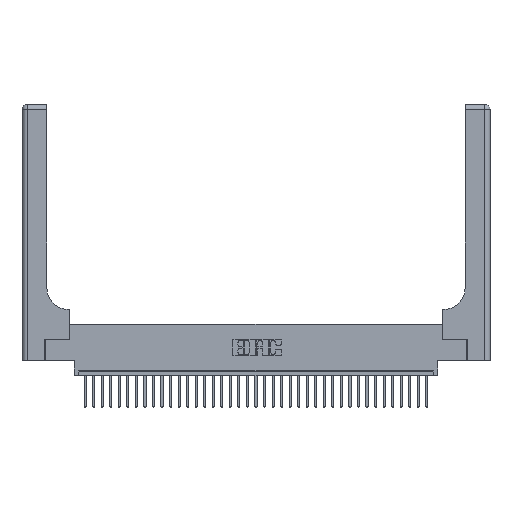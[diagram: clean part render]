
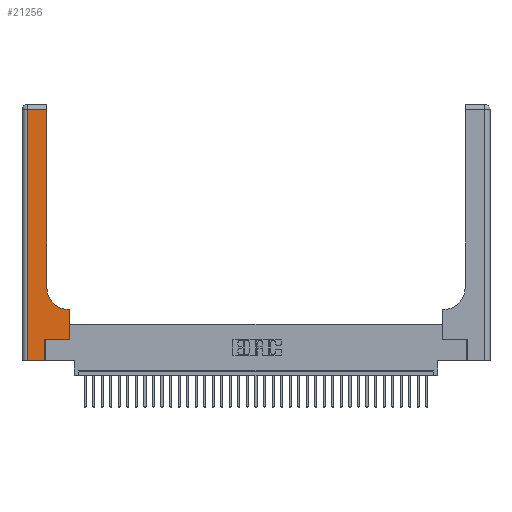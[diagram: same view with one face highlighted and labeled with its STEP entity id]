
A CAD part, top view. The second image highlights one B-rep face of the part: STEP entity #21256.
In plain terms, the highlighted planar face has unit normal (0, 0, 1).
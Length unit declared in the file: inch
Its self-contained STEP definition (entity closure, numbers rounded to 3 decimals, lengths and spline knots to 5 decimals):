
#1586 = ORIENTED_EDGE ( 'NONE', *, *, #18677, .T. ) ;
#1972 = PLANE ( 'NONE',  #33004 ) ;
#2117 = DIRECTION ( 'NONE',  ( 0., 1., 0. ) ) ;
#2374 = CARTESIAN_POINT ( 'NONE',  ( 0.269, 0., 0.37 ) ) ;
#2585 = ORIENTED_EDGE ( 'NONE', *, *, #14272, .T. ) ;
#2690 = CARTESIAN_POINT ( 'NONE',  ( 0.269, 0.25, 0.37 ) ) ;
#2994 = FACE_OUTER_BOUND ( 'NONE', #19452, .T. ) ;
#3321 = DIRECTION ( 'NONE',  ( 0., -1., 0. ) ) ;
#3400 = DIRECTION ( 'NONE',  ( 1., 0., 0. ) ) ;
#3655 = CARTESIAN_POINT ( 'NONE',  ( 0.5585, 0.6, 0.37 ) ) ;
#3696 = CARTESIAN_POINT ( 'NONE',  ( 0.2915, 0.85, 0.37 ) ) ;
#5052 = ORIENTED_EDGE ( 'NONE', *, *, #18330, .T. ) ;
#5132 = CARTESIAN_POINT ( 'NONE',  ( 0.5585, 0.25, 0.37 ) ) ;
#5201 = DIRECTION ( 'NONE',  ( 0., 1., 0. ) ) ;
#5668 = ORIENTED_EDGE ( 'NONE', *, *, #11066, .T. ) ;
#6761 = CARTESIAN_POINT ( 'NONE',  ( 0.06, 2.94, 0.37 ) ) ;
#7214 = AXIS2_PLACEMENT_3D ( 'NONE', #14583, #34174, #3400 ) ;
#7773 = VERTEX_POINT ( 'NONE', #15622 ) ;
#8086 = VERTEX_POINT ( 'NONE', #6761 ) ;
#8865 = VECTOR ( 'NONE', #5201, 39.37008 ) ;
#10321 = VERTEX_POINT ( 'NONE', #3696 ) ;
#10452 = VECTOR ( 'NONE', #2117, 39.37008 ) ;
#10574 = EDGE_CURVE ( 'NONE', #7773, #23473, #16074, .T. ) ;
#10817 = CARTESIAN_POINT ( 'NONE',  ( 0., 3., 0.37 ) ) ;
#11066 = EDGE_CURVE ( 'NONE', #33415, #10321, #23904, .T. ) ;
#11269 = LINE ( 'NONE', #2690, #16599 ) ;
#12107 = VECTOR ( 'NONE', #22290, 39.37008 ) ;
#13160 = DIRECTION ( 'NONE',  ( -1., 0., 0. ) ) ;
#14272 = EDGE_CURVE ( 'NONE', #8086, #7773, #23856, .T. ) ;
#14583 = CARTESIAN_POINT ( 'NONE',  ( 0.5415, 0.85, 0.37 ) ) ;
#14597 = VECTOR ( 'NONE', #22381, 39.37008 ) ;
#14718 = CARTESIAN_POINT ( 'NONE',  ( 0., 0., 0.37 ) ) ;
#14812 = CARTESIAN_POINT ( 'NONE',  ( 0.269, 0., 0.37 ) ) ;
#15074 = VERTEX_POINT ( 'NONE', #3655 ) ;
#15622 = CARTESIAN_POINT ( 'NONE',  ( 0.06, 0., 0.37 ) ) ;
#15939 = LINE ( 'NONE', #2374, #8865 ) ;
#16074 = LINE ( 'NONE', #14718, #36220 ) ;
#16498 = VERTEX_POINT ( 'NONE', #33170 ) ;
#16567 = LINE ( 'NONE', #5132, #12107 ) ;
#16599 = VECTOR ( 'NONE', #23024, 39.37008 ) ;
#18330 = EDGE_CURVE ( 'NONE', #10321, #27944, #20512, .T. ) ;
#18677 = EDGE_CURVE ( 'NONE', #16498, #23100, #11269, .T. ) ;
#19102 = EDGE_CURVE ( 'NONE', #23100, #15074, #16567, .T. ) ;
#19376 = LINE ( 'NONE', #22883, #31626 ) ;
#19452 = EDGE_LOOP ( 'NONE', ( #5052, #27402, #2585, #30435, #21382, #1586, #30360, #32595, #5668 ) ) ;
#20025 = CARTESIAN_POINT ( 'NONE',  ( 0., 2.94, 0.37 ) ) ;
#20512 = LINE ( 'NONE', #21874, #10452 ) ;
#21256 = ADVANCED_FACE ( 'NONE', ( #2994 ), #1972, .F. ) ;
#21382 = ORIENTED_EDGE ( 'NONE', *, *, #31418, .T. ) ;
#21794 = CARTESIAN_POINT ( 'NONE',  ( 0.5415, 0.6, 0.37 ) ) ;
#21874 = CARTESIAN_POINT ( 'NONE',  ( 0.2915, 3., 0.37 ) ) ;
#21963 = DIRECTION ( 'NONE',  ( 0., 0., -1. ) ) ;
#22290 = DIRECTION ( 'NONE',  ( 0., 1., 0. ) ) ;
#22381 = DIRECTION ( 'NONE',  ( -1., 0., 0. ) ) ;
#22883 = CARTESIAN_POINT ( 'NONE',  ( 0.2915, 0.6, 0.37 ) ) ;
#23024 = DIRECTION ( 'NONE',  ( 1., 0., 0. ) ) ;
#23100 = VERTEX_POINT ( 'NONE', #23924 ) ;
#23473 = VERTEX_POINT ( 'NONE', #14812 ) ;
#23856 = LINE ( 'NONE', #35746, #24737 ) ;
#23904 = CIRCLE ( 'NONE', #7214, 0.25 ) ;
#23924 = CARTESIAN_POINT ( 'NONE',  ( 0.5585, 0.25, 0.37 ) ) ;
#24499 = EDGE_CURVE ( 'NONE', #27944, #8086, #29548, .T. ) ;
#24737 = VECTOR ( 'NONE', #3321, 39.37008 ) ;
#27402 = ORIENTED_EDGE ( 'NONE', *, *, #24499, .T. ) ;
#27944 = VERTEX_POINT ( 'NONE', #31260 ) ;
#28569 = DIRECTION ( 'NONE',  ( 1., 0., 0. ) ) ;
#28866 = DIRECTION ( 'NONE',  ( -1., 0., 0. ) ) ;
#29548 = LINE ( 'NONE', #20025, #14597 ) ;
#30360 = ORIENTED_EDGE ( 'NONE', *, *, #19102, .T. ) ;
#30435 = ORIENTED_EDGE ( 'NONE', *, *, #10574, .T. ) ;
#31260 = CARTESIAN_POINT ( 'NONE',  ( 0.2915, 2.94, 0.37 ) ) ;
#31418 = EDGE_CURVE ( 'NONE', #23473, #16498, #15939, .T. ) ;
#31626 = VECTOR ( 'NONE', #28866, 39.37008 ) ;
#32595 = ORIENTED_EDGE ( 'NONE', *, *, #32760, .T. ) ;
#32760 = EDGE_CURVE ( 'NONE', #15074, #33415, #19376, .T. ) ;
#33004 = AXIS2_PLACEMENT_3D ( 'NONE', #10817, #21963, #13160 ) ;
#33170 = CARTESIAN_POINT ( 'NONE',  ( 0.269, 0.25, 0.37 ) ) ;
#33415 = VERTEX_POINT ( 'NONE', #21794 ) ;
#34174 = DIRECTION ( 'NONE',  ( 0., 0., -1. ) ) ;
#35746 = CARTESIAN_POINT ( 'NONE',  ( 0.06, 3., 0.37 ) ) ;
#36220 = VECTOR ( 'NONE', #28569, 39.37008 ) ;
